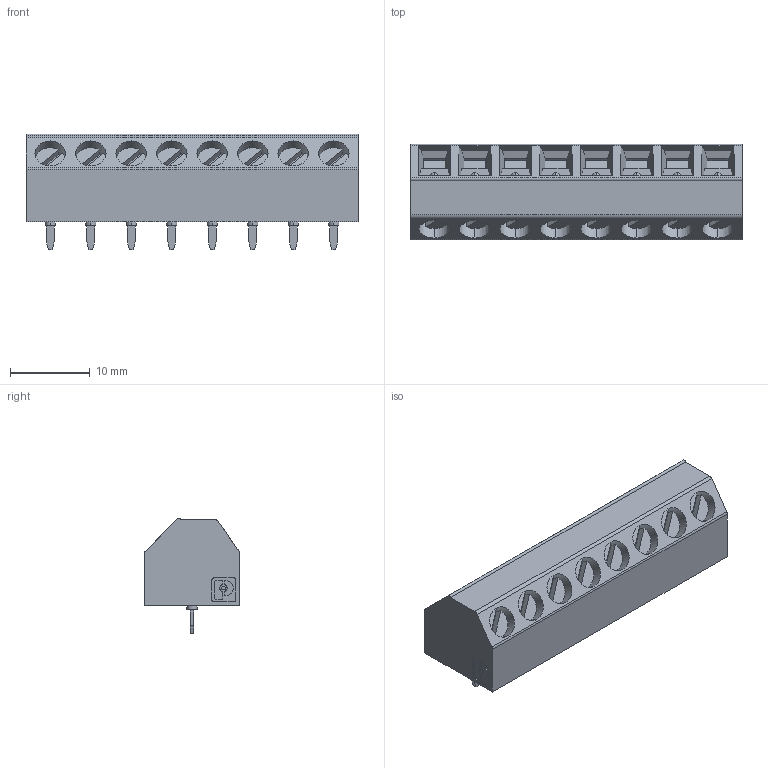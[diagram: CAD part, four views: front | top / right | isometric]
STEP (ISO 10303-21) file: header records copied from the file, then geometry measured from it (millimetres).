
FILE_DESCRIPTION(('STEP AP242'),'1');
FILE_NAME('1869279.stp','2024-10-15T13:25:53',('TraceParts'),('TraceParts S.A.'),'Spatial InterOp 3D',' ',' ');
FILE_SCHEMA(('AP242_MANAGED_MODEL_BASED_3D_ENGINEERING_MIM_LF {1 0 10303 442 1 1 4}'));
Length unit declared in the file: millimetre
Products named in the file (1): 1869279
Bounding box: 41.64 x 12 x 14.5 mm (x, y, z)
Volume: 4449.5 mm3; surface area: 2655.6 mm2
Topology: 1 solids, 1 shells, 347 faces, 911 edges, 594 vertices
Faces by surface type: plane 233, cylinder 82, cone 16, sphere 16
Entity records: 12385 total; most frequent: CARTESIAN_POINT 1965, DIRECTION 1827, ORIENTED_EDGE 1790, EDGE_CURVE 895, LINE 627, VECTOR 627, AXIS2_PLACEMENT_3D 600, VERTEX_POINT 594
